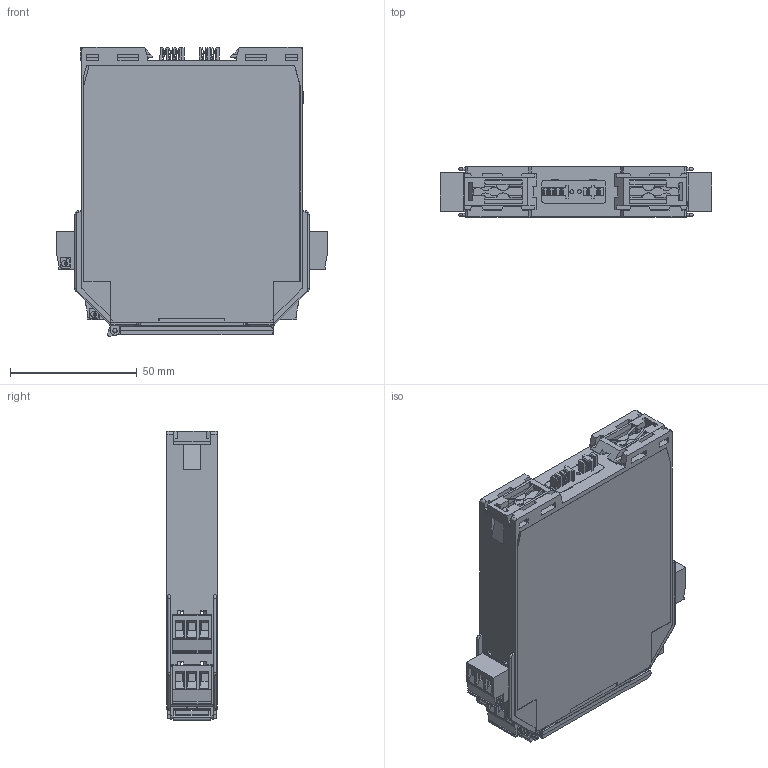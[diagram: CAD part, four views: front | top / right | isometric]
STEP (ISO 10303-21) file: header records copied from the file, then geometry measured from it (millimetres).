
FILE_DESCRIPTION((''),'2;1');
FILE_NAME('DM_KF4_ASSEMBLY_FACEL_ASM','2010-04-19T',('JSchaeffner'),(''),'PRO/ENGINEER BY PARAMETRIC TECHNOLOGY CORPORATION, 2006140','PRO/ENGINEER BY PARAMETRIC TECHNOLOGY CORPORATION, 2006140','');
FILE_SCHEMA(('CONFIG_CONTROL_DESIGN'));
Length unit declared in the file: millimetre
Products named in the file (13): 04BF11; DM_MSTB_2_5-3-G-5_08-SO-L; DM_MSTB_2_5-3-G-5_08-SO-R; DM_MSTB_2_5-3-ST-5_08_PF_GREEN; 054047D; DM_KF-20-SYM-COVER_FACELIFT-GEN; DM_KF_LABEL_FOIL_DUMMY; DM_K-SYS-WALL-KF; DM_KF_LABEL_FLAP_FACELIFT; DM_K-SYS-SPRING-CONTACT-GUIDE; K-SYS-SLIDER_V2; DM_KC_DIN-RAIL-PIN; DM_KF4_ASSEMBLY_FACEL_ASM
Assembly tree (23 placements, depth 2):
  DM_KF4_ASSEMBLY_FACEL_ASM
    04BF11
    DM_MSTB_2_5-3-G-5_08-SO-L  x2
    DM_MSTB_2_5-3-G-5_08-SO-R  x2
    DM_MSTB_2_5-3-ST-5_08_PF_GREEN  x4
    054047D
    DM_KF-20-SYM-COVER_FACELIFT-GEN
    DM_KF_LABEL_FOIL_DUMMY
    DM_K-SYS-WALL-KF  x2
    DM_KF_LABEL_FLAP_FACELIFT
    DM_K-SYS-SPRING-CONTACT-GUIDE
    K-SYS-SLIDER_V2  x2
    DM_KC_DIN-RAIL-PIN  x5
Bounding box: 107.3 x 20 x 114.23 mm (x, y, z)
Volume: 61642 mm3; surface area: 101553.6 mm2
Topology: 23 solids, 31 shells, 4909 faces, 13324 edges, 8614 vertices
Faces by surface type: plane 3303, cylinder 1412, cone 86, sphere 50, bspline 41, torus 17
Entity records: 137182 total; most frequent: CARTESIAN_POINT 20853, ORIENTED_EDGE 18598, DIRECTION 17866, EDGE_CURVE 9303, PRESENTATION_STYLE_ASSIGNMENT 8251, STYLED_ITEM 7605, CURVE_STYLE 7593, VECTOR 6944
